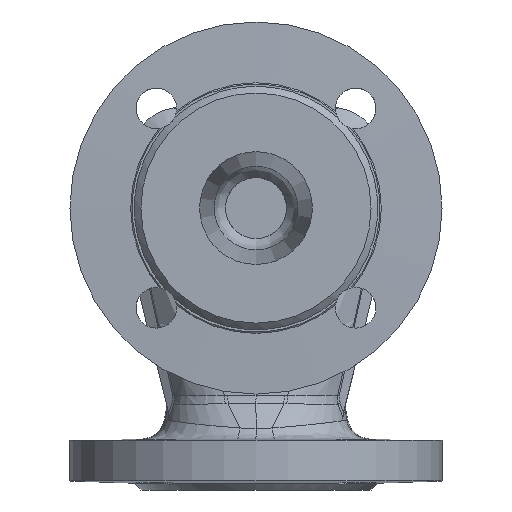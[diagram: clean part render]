
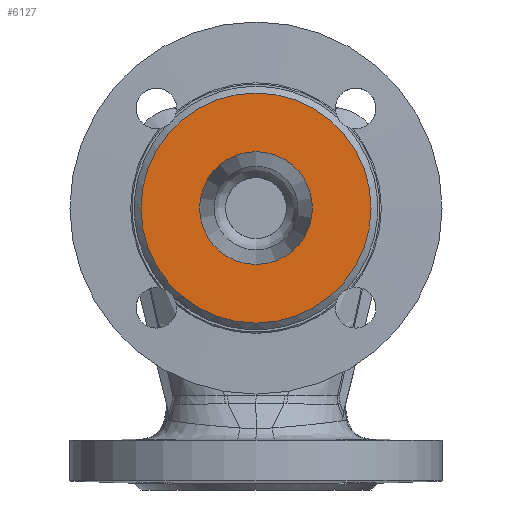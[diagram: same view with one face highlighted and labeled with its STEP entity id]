
A CAD part, front view. The second image highlights one B-rep face of the part: STEP entity #6127.
In plain terms, the highlighted planar face has unit normal (0, -1, 0).
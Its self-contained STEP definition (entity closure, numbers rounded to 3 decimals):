
#95=FACE_BOUND('',#1051,.T.);
#194=PLANE('',#6657);
#649=FACE_OUTER_BOUND('',#1050,.T.);
#1050=EDGE_LOOP('',(#4901));
#1051=EDGE_LOOP('',(#4902));
#2194=CIRCLE('',#6654,51.);
#2195=CIRCLE('',#6658,25.);
#2736=VERTEX_POINT('',#24771);
#2737=VERTEX_POINT('',#24797);
#3512=EDGE_CURVE('',#2736,#2736,#2194,.T.);
#3518=EDGE_CURVE('',#2737,#2737,#2195,.T.);
#4901=ORIENTED_EDGE('',*,*,#3512,.F.);
#4902=ORIENTED_EDGE('',*,*,#3518,.F.);
#6127=ADVANCED_FACE('',(#649,#95),#194,.T.);
#6654=AXIS2_PLACEMENT_3D('',#24773,#7586,#7587);
#6657=AXIS2_PLACEMENT_3D('',#24796,#7594,#7595);
#6658=AXIS2_PLACEMENT_3D('',#24798,#7596,#7597);
#7586=DIRECTION('center_axis',(0.,1.,0.));
#7587=DIRECTION('ref_axis',(0.,0.,-1.));
#7594=DIRECTION('center_axis',(0.,-1.,0.));
#7595=DIRECTION('ref_axis',(0.,0.,1.));
#7596=DIRECTION('center_axis',(0.,-1.,0.));
#7597=DIRECTION('ref_axis',(0.,0.,-1.));
#24771=CARTESIAN_POINT('',(0.,-125.,51.));
#24773=CARTESIAN_POINT('Origin',(0.,-125.,0.));
#24796=CARTESIAN_POINT('Origin',(0.,-125.,0.));
#24797=CARTESIAN_POINT('',(0.,-125.,-25.));
#24798=CARTESIAN_POINT('Origin',(0.,-125.,0.));
